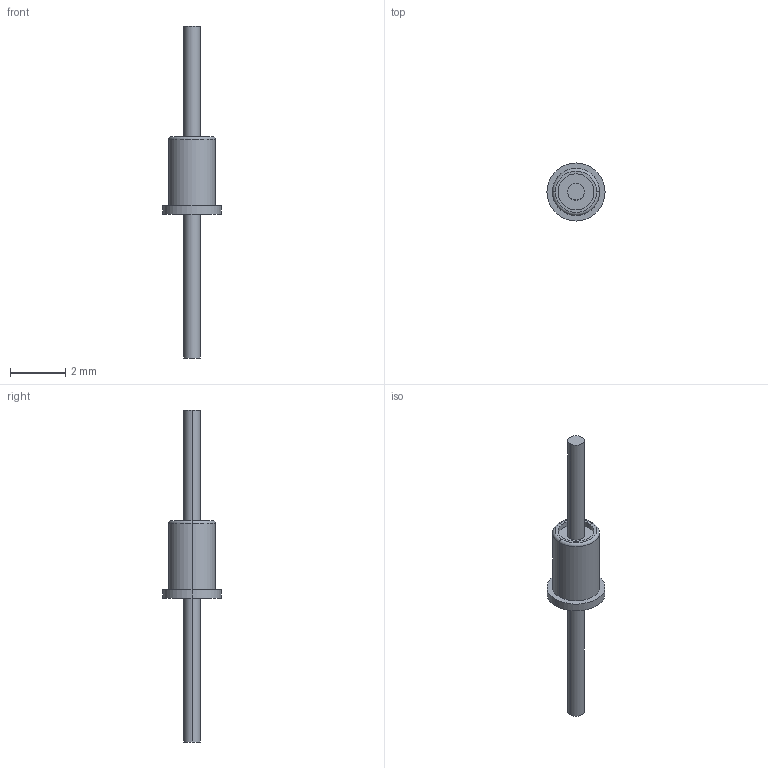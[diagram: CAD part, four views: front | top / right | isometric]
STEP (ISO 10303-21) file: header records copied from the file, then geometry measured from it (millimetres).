
FILE_DESCRIPTION (( 'STEP AP203' ), '1' );
FILE_NAME ('珅鏜.STEP', '2020-03-05T02:54:15', ( '' ), ( '' ), 'SwSTEP 2.0', 'SolidWorks 2017', '' );
FILE_SCHEMA (( 'CONFIG_CONTROL_DESIGN' ));
Length unit declared in the file: millimetre
Products named in the file (1): 珅鏜
Bounding box: 2.1 x 2.1 x 12 mm (x, y, z)
Volume: 8.8 mm3; surface area: 42.4 mm2
Topology: 1 solids, 1 shells, 21 faces, 40 edges, 26 vertices
Faces by surface type: cylinder 12, plane 7, torus 2
Entity records: 623 total; most frequent: DIRECTION 112, CARTESIAN_POINT 88, ORIENTED_EDGE 80, AXIS2_PLACEMENT_3D 50, EDGE_CURVE 40, CIRCLE 28, VERTEX_POINT 26, EDGE_LOOP 26
